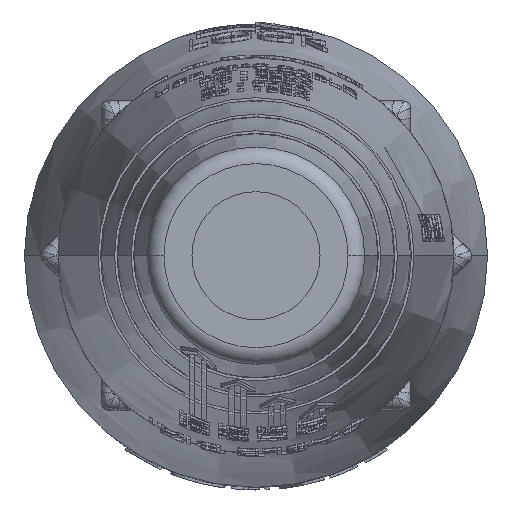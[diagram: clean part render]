
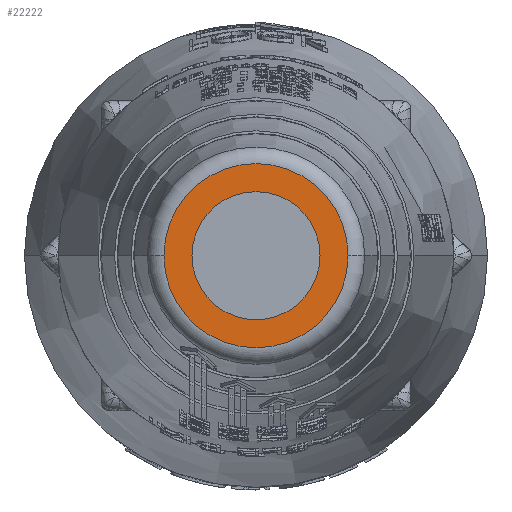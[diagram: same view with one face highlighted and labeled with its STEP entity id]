
A CAD part, left-side view. The second image highlights one B-rep face of the part: STEP entity #22222.
In plain terms, the highlighted planar face has unit normal (-1, 0, 0).
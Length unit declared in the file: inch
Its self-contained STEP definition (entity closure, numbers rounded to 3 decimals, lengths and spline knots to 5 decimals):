
#852 = EDGE_LOOP ( 'NONE', ( #86932, #94535 ) ) ;
#2581 = FACE_BOUND ( 'NONE', #4188, .T. ) ;
#4188 = EDGE_LOOP ( 'NONE', ( #86598, #119449 ) ) ;
#6282 = CARTESIAN_POINT ( 'NONE',  ( -4.29, -0.2375, 0. ) ) ;
#8530 = DIRECTION ( 'NONE',  ( -1., 0., 0. ) ) ;
#11701 = CARTESIAN_POINT ( 'NONE',  ( -4.29, -0.34149, 0. ) ) ;
#12385 = CIRCLE ( 'NONE', #67615, 0.2375 ) ;
#16027 = DIRECTION ( 'NONE',  ( -1., 0., 0. ) ) ;
#18942 = DIRECTION ( 'NONE',  ( -1., 0., 0. ) ) ;
#21734 = EDGE_CURVE ( 'NONE', #65940, #24835, #30988, .T. ) ;
#22222 = ADVANCED_FACE ( 'NONE', ( #94228, #2581 ), #63714, .T. ) ;
#24835 = VERTEX_POINT ( 'NONE', #34897 ) ;
#29712 = DIRECTION ( 'NONE',  ( -1., 0., 0. ) ) ;
#30988 = CIRCLE ( 'NONE', #56510, 0.34149 ) ;
#34897 = CARTESIAN_POINT ( 'NONE',  ( -4.29, 0.34149, 0. ) ) ;
#40174 = AXIS2_PLACEMENT_3D ( 'NONE', #56396, #8530, #67029 ) ;
#43127 = DIRECTION ( 'NONE',  ( 0., -1., 0. ) ) ;
#45089 = DIRECTION ( 'NONE',  ( -1., 0., 0. ) ) ;
#49027 = CARTESIAN_POINT ( 'NONE',  ( -4.29, 0., 0. ) ) ;
#56076 = CIRCLE ( 'NONE', #115482, 0.2375 ) ;
#56396 = CARTESIAN_POINT ( 'NONE',  ( -4.29, 0., 0. ) ) ;
#56510 = AXIS2_PLACEMENT_3D ( 'NONE', #102400, #18942, #90011 ) ;
#60399 = VERTEX_POINT ( 'NONE', #6282 ) ;
#63714 = PLANE ( 'NONE',  #83984 ) ;
#65571 = CIRCLE ( 'NONE', #40174, 0.34149 ) ;
#65676 = CARTESIAN_POINT ( 'NONE',  ( -4.29, 0.39634, 0. ) ) ;
#65940 = VERTEX_POINT ( 'NONE', #11701 ) ;
#67029 = DIRECTION ( 'NONE',  ( 0., -1., 0. ) ) ;
#67615 = AXIS2_PLACEMENT_3D ( 'NONE', #86437, #16027, #88410 ) ;
#70909 = DIRECTION ( 'NONE',  ( 0., -1., 0. ) ) ;
#71047 = VERTEX_POINT ( 'NONE', #74083 ) ;
#73998 = EDGE_CURVE ( 'NONE', #24835, #65940, #65571, .T. ) ;
#74083 = CARTESIAN_POINT ( 'NONE',  ( -4.29, 0.2375, 0. ) ) ;
#83984 = AXIS2_PLACEMENT_3D ( 'NONE', #65676, #45089, #43127 ) ;
#86437 = CARTESIAN_POINT ( 'NONE',  ( -4.29, 0., 0. ) ) ;
#86598 = ORIENTED_EDGE ( 'NONE', *, *, #97489, .F. ) ;
#86932 = ORIENTED_EDGE ( 'NONE', *, *, #21734, .T. ) ;
#88410 = DIRECTION ( 'NONE',  ( 0., -1., 0. ) ) ;
#90011 = DIRECTION ( 'NONE',  ( 0., -1., 0. ) ) ;
#94228 = FACE_OUTER_BOUND ( 'NONE', #852, .T. ) ;
#94535 = ORIENTED_EDGE ( 'NONE', *, *, #73998, .T. ) ;
#97489 = EDGE_CURVE ( 'NONE', #60399, #71047, #12385, .T. ) ;
#102400 = CARTESIAN_POINT ( 'NONE',  ( -4.29, 0., 0. ) ) ;
#112489 = EDGE_CURVE ( 'NONE', #71047, #60399, #56076, .T. ) ;
#115482 = AXIS2_PLACEMENT_3D ( 'NONE', #49027, #29712, #70909 ) ;
#119449 = ORIENTED_EDGE ( 'NONE', *, *, #112489, .F. ) ;
